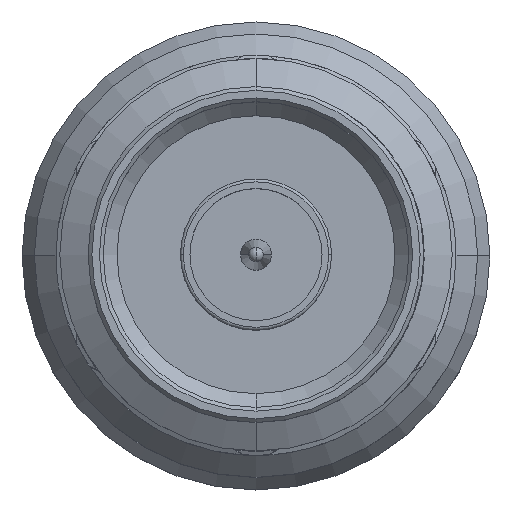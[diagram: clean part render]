
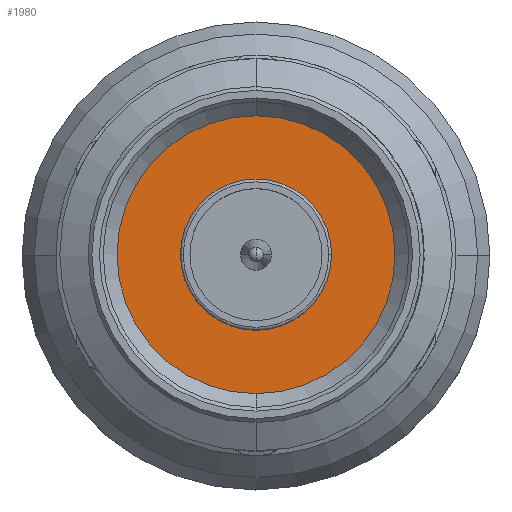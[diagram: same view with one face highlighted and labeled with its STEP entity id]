
A CAD part, top view. The second image highlights one B-rep face of the part: STEP entity #1980.
In plain terms, the highlighted planar face has unit normal (0, 0, 1).
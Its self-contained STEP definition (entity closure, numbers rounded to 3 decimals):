
#276 = ORIENTED_EDGE ( 'NONE', *, *, #14535, .T. ) ;
#467 = CIRCLE ( 'NONE', #16385, 4.005 ) ;
#1268 = EDGE_LOOP ( 'NONE', ( #9846, #14503 ) ) ;
#1694 = CIRCLE ( 'NONE', #15332, 7.366 ) ;
#1728 = CARTESIAN_POINT ( 'NONE',  ( 0., 0., -4.941 ) ) ;
#1980 = ADVANCED_FACE ( 'NONE', ( #3805, #8251 ), #20852, .F. ) ;
#2766 = AXIS2_PLACEMENT_3D ( 'NONE', #5457, #15626, #17658 ) ;
#3805 = FACE_BOUND ( 'NONE', #6526, .T. ) ;
#4471 = EDGE_CURVE ( 'NONE', #14943, #6749, #16206, .T. ) ;
#4785 = DIRECTION ( 'NONE',  ( 0., 0., 1. ) ) ;
#4793 = CARTESIAN_POINT ( 'NONE',  ( 0., 7.366, -4.941 ) ) ;
#5234 = DIRECTION ( 'NONE',  ( 0., 0., -1. ) ) ;
#5457 = CARTESIAN_POINT ( 'NONE',  ( 0., 0., -4.941 ) ) ;
#6301 = DIRECTION ( 'NONE',  ( 0., 1., 0. ) ) ;
#6526 = EDGE_LOOP ( 'NONE', ( #276, #17654 ) ) ;
#6749 = VERTEX_POINT ( 'NONE', #12542 ) ;
#8010 = CARTESIAN_POINT ( 'NONE',  ( 0., 0., -4.941 ) ) ;
#8251 = FACE_OUTER_BOUND ( 'NONE', #1268, .T. ) ;
#8260 = AXIS2_PLACEMENT_3D ( 'NONE', #8010, #19640, #9693 ) ;
#8437 = CARTESIAN_POINT ( 'NONE',  ( -4.005, 0., -4.941 ) ) ;
#8498 = AXIS2_PLACEMENT_3D ( 'NONE', #1728, #5234, #6301 ) ;
#9693 = DIRECTION ( 'NONE',  ( 0., 1., 0. ) ) ;
#9743 = DIRECTION ( 'NONE',  ( 0., 0., -1. ) ) ;
#9846 = ORIENTED_EDGE ( 'NONE', *, *, #18130, .T. ) ;
#12542 = CARTESIAN_POINT ( 'NONE',  ( 0., -7.366, -4.941 ) ) ;
#12570 = CARTESIAN_POINT ( 'NONE',  ( 4.005, 0., -4.941 ) ) ;
#14503 = ORIENTED_EDGE ( 'NONE', *, *, #4471, .T. ) ;
#14535 = EDGE_CURVE ( 'NONE', #16357, #17500, #18331, .T. ) ;
#14746 = CARTESIAN_POINT ( 'NONE',  ( 0., 0., -4.941 ) ) ;
#14943 = VERTEX_POINT ( 'NONE', #4793 ) ;
#15332 = AXIS2_PLACEMENT_3D ( 'NONE', #14746, #4785, #16401 ) ;
#15626 = DIRECTION ( 'NONE',  ( 0., 0., 1. ) ) ;
#16206 = CIRCLE ( 'NONE', #2766, 7.366 ) ;
#16357 = VERTEX_POINT ( 'NONE', #12570 ) ;
#16385 = AXIS2_PLACEMENT_3D ( 'NONE', #19697, #9743, #21328 ) ;
#16401 = DIRECTION ( 'NONE',  ( 0., 1., 0. ) ) ;
#16425 = EDGE_CURVE ( 'NONE', #17500, #16357, #467, .T. ) ;
#17500 = VERTEX_POINT ( 'NONE', #8437 ) ;
#17654 = ORIENTED_EDGE ( 'NONE', *, *, #16425, .T. ) ;
#17658 = DIRECTION ( 'NONE',  ( 0., 1., 0. ) ) ;
#18130 = EDGE_CURVE ( 'NONE', #6749, #14943, #1694, .T. ) ;
#18331 = CIRCLE ( 'NONE', #8260, 4.005 ) ;
#19640 = DIRECTION ( 'NONE',  ( 0., 0., -1. ) ) ;
#19697 = CARTESIAN_POINT ( 'NONE',  ( 0., 0., -4.941 ) ) ;
#20852 = PLANE ( 'NONE',  #8498 ) ;
#21328 = DIRECTION ( 'NONE',  ( 0., 1., 0. ) ) ;
